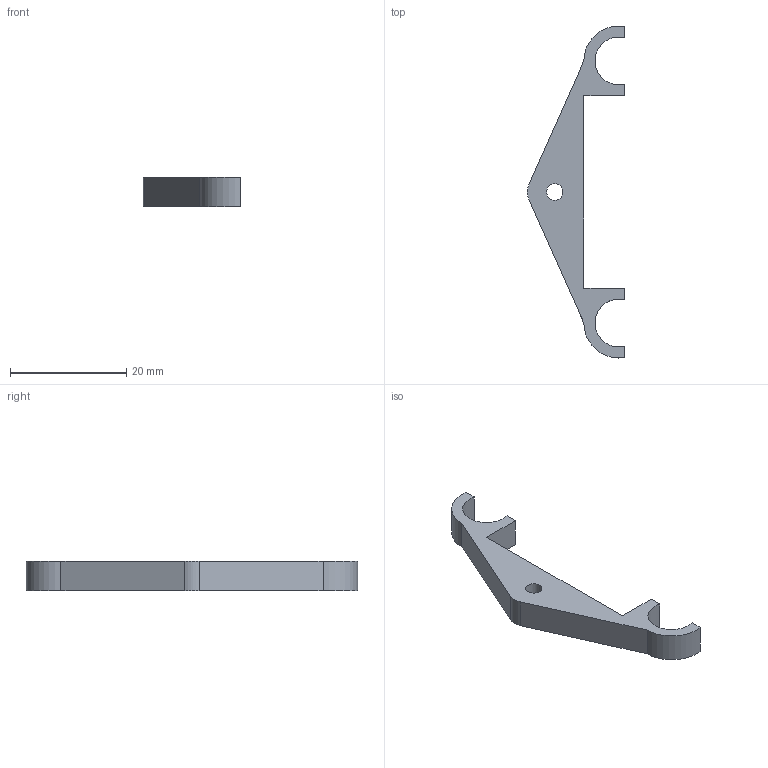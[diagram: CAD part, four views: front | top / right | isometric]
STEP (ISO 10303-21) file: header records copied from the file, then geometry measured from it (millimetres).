
FILE_DESCRIPTION(('FreeCAD Model'),'2;1');
FILE_NAME( 'x-endstop-holder-x1.step', '2019-07-07T12:42:42',('Author'),(''), 'Open CASCADE STEP processor 6.8','FreeCAD','Unknown');
FILE_SCHEMA(('AUTOMOTIVE_DESIGN_CC2 { 1 2 10303 214 -1 1 5 4 }'));
Length unit declared in the file: millimetre
Products named in the file (2): ASSEMBLY; x-endstop-holder
Assembly tree (1 placements, depth 2):
  ASSEMBLY
    x-endstop-holder
Bounding box: 16.71 x 57 x 5 mm (x, y, z)
Volume: 1510.3 mm3; surface area: 1421.5 mm2
Topology: 1 solids, 1 shells, 17 faces, 45 edges, 30 vertices
Faces by surface type: plane 11, cylinder 6
Full cylindrical faces by diameter (mm): 2.8 x1
Entity records: 1147 total; most frequent: CARTESIAN_POINT 250, DIRECTION 149, ORIENTED_EDGE 90, PCURVE 90, DEFINITIONAL_REPRESENTATION 90, LINE 81, VECTOR 81, EDGE_CURVE 45
